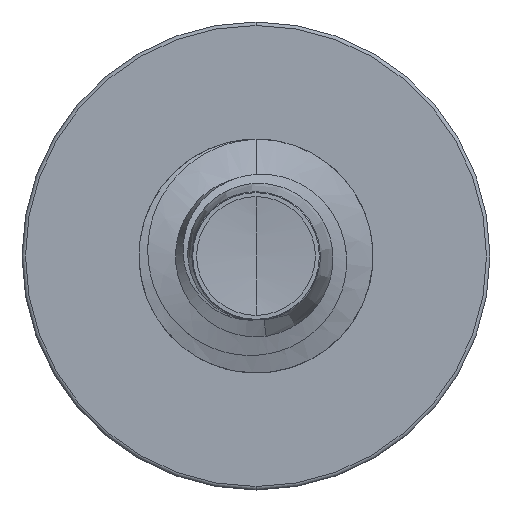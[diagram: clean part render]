
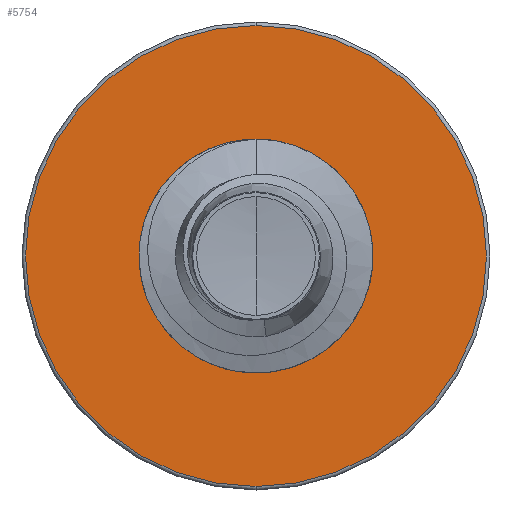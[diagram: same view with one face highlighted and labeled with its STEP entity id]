
A CAD part, front view. The second image highlights one B-rep face of the part: STEP entity #5754.
In plain terms, the highlighted planar face has unit normal (0, -1, 0).
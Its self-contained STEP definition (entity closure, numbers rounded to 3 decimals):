
#564 = DIRECTION ( 'NONE',  ( 0., 0., 1. ) ) ;
#957 = CARTESIAN_POINT ( 'NONE',  ( 0., 5.5, -3.447 ) ) ;
#1182 = ORIENTED_EDGE ( 'NONE', *, *, #4121, .F. ) ;
#1766 = CARTESIAN_POINT ( 'NONE',  ( 0., 5.5, 1.572 ) ) ;
#1830 = DIRECTION ( 'NONE',  ( 0., 1., 0. ) ) ;
#2256 = CIRCLE ( 'NONE', #2958, 3.448 ) ;
#2298 = VERTEX_POINT ( 'NONE', #957 ) ;
#2958 = AXIS2_PLACEMENT_3D ( 'NONE', #3022, #8946, #3867 ) ;
#3022 = CARTESIAN_POINT ( 'NONE',  ( 0., 5.5, 0. ) ) ;
#3567 = CIRCLE ( 'NONE', #4779, 1.572 ) ;
#3667 = VERTEX_POINT ( 'NONE', #6839 ) ;
#3867 = DIRECTION ( 'NONE',  ( 0., 0., 1. ) ) ;
#4091 = CIRCLE ( 'NONE', #6592, 1.572 ) ;
#4114 = EDGE_LOOP ( 'NONE', ( #1182, #4662 ) ) ;
#4121 = EDGE_CURVE ( 'NONE', #10094, #2298, #10600, .T. ) ;
#4521 = EDGE_CURVE ( 'NONE', #10497, #3667, #4091, .T. ) ;
#4617 = CARTESIAN_POINT ( 'NONE',  ( 0., 5.5, 0. ) ) ;
#4662 = ORIENTED_EDGE ( 'NONE', *, *, #5407, .F. ) ;
#4779 = AXIS2_PLACEMENT_3D ( 'NONE', #4617, #10547, #5491 ) ;
#4826 = DIRECTION ( 'NONE',  ( 0., 1., 0. ) ) ;
#5407 = EDGE_CURVE ( 'NONE', #2298, #10094, #2256, .T. ) ;
#5491 = DIRECTION ( 'NONE',  ( 0., 0., 1. ) ) ;
#5622 = DIRECTION ( 'NONE',  ( 0., 1., 0. ) ) ;
#5754 = ADVANCED_FACE ( 'NONE', ( #8497, #10721 ), #10709, .F. ) ;
#6486 = CARTESIAN_POINT ( 'NONE',  ( 0., 5.5, 3.448 ) ) ;
#6592 = AXIS2_PLACEMENT_3D ( 'NONE', #10676, #5622, #564 ) ;
#6839 = CARTESIAN_POINT ( 'NONE',  ( 0., 5.5, -1.572 ) ) ;
#6917 = CARTESIAN_POINT ( 'NONE',  ( 0., 5.5, 0. ) ) ;
#7242 = EDGE_LOOP ( 'NONE', ( #9034, #7630 ) ) ;
#7523 = AXIS2_PLACEMENT_3D ( 'NONE', #8219, #4826, #10748 ) ;
#7630 = ORIENTED_EDGE ( 'NONE', *, *, #10844, .T. ) ;
#7776 = DIRECTION ( 'NONE',  ( 0., 0., 1. ) ) ;
#8219 = CARTESIAN_POINT ( 'NONE',  ( 0., 5.5, -1.572 ) ) ;
#8497 = FACE_OUTER_BOUND ( 'NONE', #4114, .T. ) ;
#8946 = DIRECTION ( 'NONE',  ( 0., 1., 0. ) ) ;
#9034 = ORIENTED_EDGE ( 'NONE', *, *, #4521, .T. ) ;
#10094 = VERTEX_POINT ( 'NONE', #6486 ) ;
#10497 = VERTEX_POINT ( 'NONE', #1766 ) ;
#10547 = DIRECTION ( 'NONE',  ( 0., 1., 0. ) ) ;
#10600 = CIRCLE ( 'NONE', #10747, 3.448 ) ;
#10676 = CARTESIAN_POINT ( 'NONE',  ( 0., 5.5, 0. ) ) ;
#10709 = PLANE ( 'NONE',  #7523 ) ;
#10721 = FACE_BOUND ( 'NONE', #7242, .T. ) ;
#10747 = AXIS2_PLACEMENT_3D ( 'NONE', #6917, #1830, #7776 ) ;
#10748 = DIRECTION ( 'NONE',  ( 0., 0., 1. ) ) ;
#10844 = EDGE_CURVE ( 'NONE', #3667, #10497, #3567, .T. ) ;
